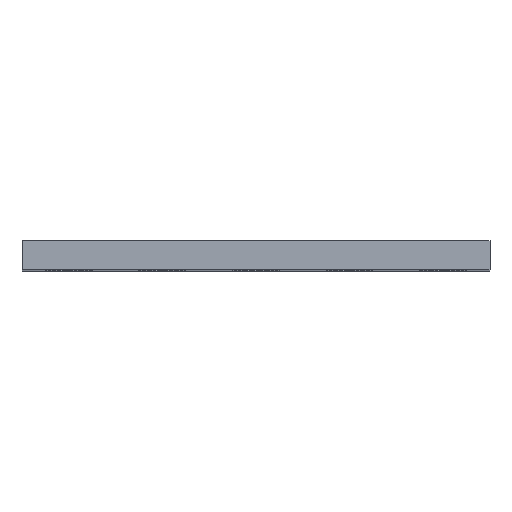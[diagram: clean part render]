
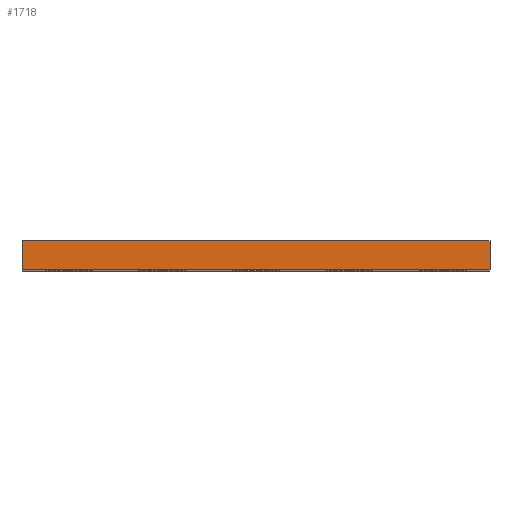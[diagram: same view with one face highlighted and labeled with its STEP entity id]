
A CAD part, top view. The second image highlights one B-rep face of the part: STEP entity #1718.
In plain terms, the highlighted planar face has unit normal (0, 0, 1).
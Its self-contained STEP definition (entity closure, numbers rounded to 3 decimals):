
#56 = LINE ( 'NONE', #2299, #1887 ) ;
#65 = LINE ( 'NONE', #3002, #1897 ) ;
#218 = CARTESIAN_POINT ( 'NONE',  ( -4., 0., 68. ) ) ;
#650 = DIRECTION ( 'NONE',  ( 1., 0., 0. ) ) ;
#763 = CARTESIAN_POINT ( 'NONE',  ( 36., 2.5, 68. ) ) ;
#811 = VERTEX_POINT ( 'NONE', #763 ) ;
#897 = VERTEX_POINT ( 'NONE', #972 ) ;
#942 = CARTESIAN_POINT ( 'NONE',  ( -4., 2.5, 68. ) ) ;
#972 = CARTESIAN_POINT ( 'NONE',  ( -4., 2.5, 68. ) ) ;
#1060 = AXIS2_PLACEMENT_3D ( 'NONE', #942, #3131, #1726 ) ;
#1184 = PLANE ( 'NONE',  #1060 ) ;
#1202 = CARTESIAN_POINT ( 'NONE',  ( -4., 0., 68. ) ) ;
#1212 = DIRECTION ( 'NONE',  ( 0., -1., 0. ) ) ;
#1306 = FACE_OUTER_BOUND ( 'NONE', #1469, .T. ) ;
#1469 = EDGE_LOOP ( 'NONE', ( #1685, #1994, #3092, #3175 ) ) ;
#1685 = ORIENTED_EDGE ( 'NONE', *, *, #3475, .T. ) ;
#1718 = ADVANCED_FACE ( 'NONE', ( #1306 ), #1184, .F. ) ;
#1726 = DIRECTION ( 'NONE',  ( -1., 0., 0. ) ) ;
#1768 = DIRECTION ( 'NONE',  ( 0., -1., 0. ) ) ;
#1887 = VECTOR ( 'NONE', #1768, 1000. ) ;
#1897 = VECTOR ( 'NONE', #2429, 1000. ) ;
#1994 = ORIENTED_EDGE ( 'NONE', *, *, #2521, .F. ) ;
#2299 = CARTESIAN_POINT ( 'NONE',  ( -4., 2.5, 68. ) ) ;
#2319 = CARTESIAN_POINT ( 'NONE',  ( 36., 2.5, 68. ) ) ;
#2374 = VECTOR ( 'NONE', #1212, 1000. ) ;
#2429 = DIRECTION ( 'NONE',  ( 1., 0., 0. ) ) ;
#2514 = VECTOR ( 'NONE', #650, 1000. ) ;
#2521 = EDGE_CURVE ( 'NONE', #811, #2933, #3112, .T. ) ;
#2588 = EDGE_CURVE ( 'NONE', #897, #3127, #56, .T. ) ;
#2634 = CARTESIAN_POINT ( 'NONE',  ( 36., 0., 68. ) ) ;
#2933 = VERTEX_POINT ( 'NONE', #2634 ) ;
#3002 = CARTESIAN_POINT ( 'NONE',  ( -4., 2.5, 68. ) ) ;
#3092 = ORIENTED_EDGE ( 'NONE', *, *, #3124, .F. ) ;
#3112 = LINE ( 'NONE', #2319, #2374 ) ;
#3124 = EDGE_CURVE ( 'NONE', #897, #811, #65, .T. ) ;
#3127 = VERTEX_POINT ( 'NONE', #218 ) ;
#3131 = DIRECTION ( 'NONE',  ( 0., 0., -1. ) ) ;
#3175 = ORIENTED_EDGE ( 'NONE', *, *, #2588, .T. ) ;
#3332 = LINE ( 'NONE', #1202, #2514 ) ;
#3475 = EDGE_CURVE ( 'NONE', #3127, #2933, #3332, .T. ) ;
